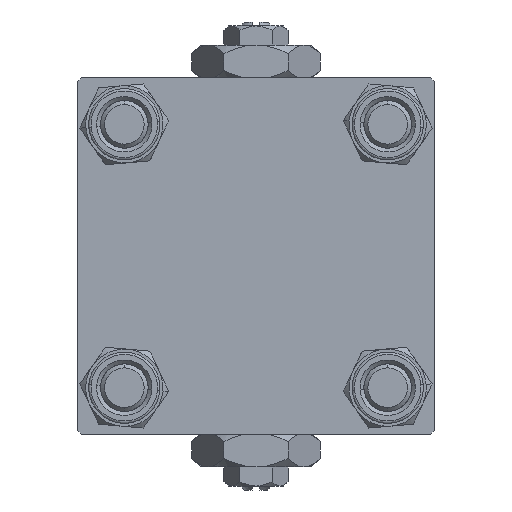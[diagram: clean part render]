
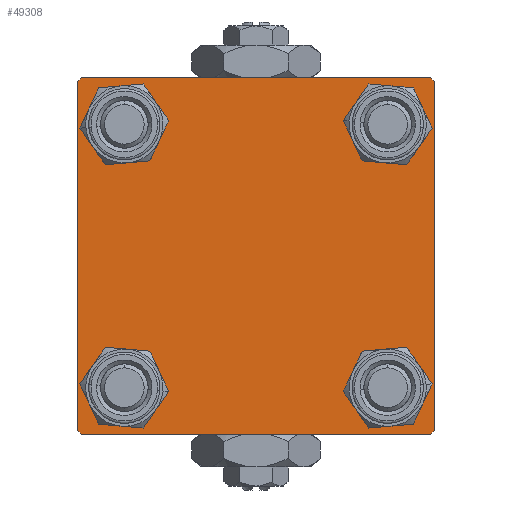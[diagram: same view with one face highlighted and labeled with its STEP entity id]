
A CAD part, left-side view. The second image highlights one B-rep face of the part: STEP entity #49308.
In plain terms, the highlighted planar face has unit normal (-1, 0, 0).
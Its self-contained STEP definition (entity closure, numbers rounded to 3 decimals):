
#105 = LINE ( 'NONE', #4939, #40007 ) ;
#538 = ORIENTED_EDGE ( 'NONE', *, *, #18917, .T. ) ;
#667 = CARTESIAN_POINT ( 'NONE',  ( 0., -22., -22.5 ) ) ;
#1511 = CARTESIAN_POINT ( 'NONE',  ( 0., 22.25, -22.25 ) ) ;
#2232 = CARTESIAN_POINT ( 'NONE',  ( 0., 22.5, 22. ) ) ;
#2807 = AXIS2_PLACEMENT_3D ( 'NONE', #45294, #13419, #58660 ) ;
#3409 = CARTESIAN_POINT ( 'NONE',  ( 0., -22., 22.5 ) ) ;
#3921 = EDGE_LOOP ( 'NONE', ( #19836, #41691 ) ) ;
#4417 = EDGE_CURVE ( 'NONE', #13093, #34227, #47944, .T. ) ;
#4939 = CARTESIAN_POINT ( 'NONE',  ( 0., -22.25, 22.25 ) ) ;
#5115 = AXIS2_PLACEMENT_3D ( 'NONE', #54262, #58222, #16651 ) ;
#5169 = ORIENTED_EDGE ( 'NONE', *, *, #27403, .T. ) ;
#5592 = EDGE_CURVE ( 'NONE', #34227, #57863, #29733, .T. ) ;
#5642 = DIRECTION ( 'NONE',  ( 0., 0., 1. ) ) ;
#6325 = FACE_OUTER_BOUND ( 'NONE', #51310, .T. ) ;
#6361 = DIRECTION ( 'NONE',  ( 0., -0.707, -0.707 ) ) ;
#6621 = CARTESIAN_POINT ( 'NONE',  ( 0., -16.6, -13.1 ) ) ;
#7272 = ORIENTED_EDGE ( 'NONE', *, *, #5592, .T. ) ;
#7675 = DIRECTION ( 'NONE',  ( 0., -0.707, 0.707 ) ) ;
#9073 = DIRECTION ( 'NONE',  ( 0., 0., 1. ) ) ;
#9252 = ORIENTED_EDGE ( 'NONE', *, *, #39217, .T. ) ;
#10333 = ORIENTED_EDGE ( 'NONE', *, *, #31866, .T. ) ;
#10869 = VECTOR ( 'NONE', #38920, 1000. ) ;
#11061 = ORIENTED_EDGE ( 'NONE', *, *, #56797, .T. ) ;
#11117 = EDGE_CURVE ( 'NONE', #40372, #13735, #54876, .T. ) ;
#11619 = VERTEX_POINT ( 'NONE', #17669 ) ;
#11775 = CARTESIAN_POINT ( 'NONE',  ( 0., 0., 0. ) ) ;
#11788 = VECTOR ( 'NONE', #7675, 1000. ) ;
#11889 = EDGE_CURVE ( 'NONE', #53658, #29174, #48102, .T. ) ;
#12518 = CARTESIAN_POINT ( 'NONE',  ( 0., -22.25, -22.25 ) ) ;
#13020 = CARTESIAN_POINT ( 'NONE',  ( 0., -16.6, 13.1 ) ) ;
#13093 = VERTEX_POINT ( 'NONE', #21818 ) ;
#13419 = DIRECTION ( 'NONE',  ( 1., 0., 0. ) ) ;
#13735 = VERTEX_POINT ( 'NONE', #3409 ) ;
#13813 = CIRCLE ( 'NONE', #5115, 3.5 ) ;
#14120 = AXIS2_PLACEMENT_3D ( 'NONE', #28677, #47218, #5642 ) ;
#15125 = FACE_BOUND ( 'NONE', #22524, .T. ) ;
#15558 = CARTESIAN_POINT ( 'NONE',  ( 0., -22.5, 22.5 ) ) ;
#16407 = VERTEX_POINT ( 'NONE', #20501 ) ;
#16651 = DIRECTION ( 'NONE',  ( 0., 0., 1. ) ) ;
#16725 = VERTEX_POINT ( 'NONE', #2232 ) ;
#17422 = ORIENTED_EDGE ( 'NONE', *, *, #34070, .F. ) ;
#17669 = CARTESIAN_POINT ( 'NONE',  ( 0., 16.6, -20.1 ) ) ;
#18303 = DIRECTION ( 'NONE',  ( 0., 0., 1. ) ) ;
#18917 = EDGE_CURVE ( 'NONE', #19941, #59052, #25038, .T. ) ;
#18985 = CIRCLE ( 'NONE', #14120, 3.5 ) ;
#19836 = ORIENTED_EDGE ( 'NONE', *, *, #21989, .T. ) ;
#19941 = VERTEX_POINT ( 'NONE', #47888 ) ;
#20501 = CARTESIAN_POINT ( 'NONE',  ( 0., -22.5, 22. ) ) ;
#20808 = VERTEX_POINT ( 'NONE', #6621 ) ;
#20876 = FACE_BOUND ( 'NONE', #49128, .T. ) ;
#21818 = CARTESIAN_POINT ( 'NONE',  ( 0., 22.5, -22. ) ) ;
#21989 = EDGE_CURVE ( 'NONE', #20808, #27889, #45375, .T. ) ;
#22524 = EDGE_LOOP ( 'NONE', ( #23784, #41066 ) ) ;
#23086 = VECTOR ( 'NONE', #6361, 1000. ) ;
#23257 = AXIS2_PLACEMENT_3D ( 'NONE', #39613, #49328, #40201 ) ;
#23784 = ORIENTED_EDGE ( 'NONE', *, *, #42735, .T. ) ;
#23916 = EDGE_CURVE ( 'NONE', #27889, #20808, #48366, .T. ) ;
#24823 = PLANE ( 'NONE',  #42116 ) ;
#25038 = CIRCLE ( 'NONE', #57013, 3.5 ) ;
#25195 = DIRECTION ( 'NONE',  ( 0., -1., 0. ) ) ;
#26374 = DIRECTION ( 'NONE',  ( 1., 0., 0. ) ) ;
#27079 = ORIENTED_EDGE ( 'NONE', *, *, #36249, .T. ) ;
#27403 = EDGE_CURVE ( 'NONE', #59052, #19941, #53298, .T. ) ;
#27589 = CARTESIAN_POINT ( 'NONE',  ( 0., 22., 22.5 ) ) ;
#27889 = VERTEX_POINT ( 'NONE', #44547 ) ;
#28234 = CARTESIAN_POINT ( 'NONE',  ( 0., -22.5, -22. ) ) ;
#28264 = CARTESIAN_POINT ( 'NONE',  ( 0., 16.6, 13.1 ) ) ;
#28677 = CARTESIAN_POINT ( 'NONE',  ( 0., 16.6, -16.6 ) ) ;
#28880 = AXIS2_PLACEMENT_3D ( 'NONE', #40450, #44709, #18303 ) ;
#29174 = VERTEX_POINT ( 'NONE', #36494 ) ;
#29213 = VECTOR ( 'NONE', #59738, 1000. ) ;
#29559 = ORIENTED_EDGE ( 'NONE', *, *, #11117, .F. ) ;
#29733 = LINE ( 'NONE', #57360, #30892 ) ;
#29898 = DIRECTION ( 'NONE',  ( 0., 0., 1. ) ) ;
#30271 = DIRECTION ( 'NONE',  ( -1., 0., 0. ) ) ;
#30892 = VECTOR ( 'NONE', #25195, 1000. ) ;
#30932 = CARTESIAN_POINT ( 'NONE',  ( 0., 16.6, 16.6 ) ) ;
#31866 = EDGE_CURVE ( 'NONE', #57863, #59538, #35273, .T. ) ;
#33030 = ORIENTED_EDGE ( 'NONE', *, *, #57904, .T. ) ;
#34070 = EDGE_CURVE ( 'NONE', #16407, #59538, #48640, .T. ) ;
#34227 = VERTEX_POINT ( 'NONE', #41024 ) ;
#34597 = ORIENTED_EDGE ( 'NONE', *, *, #4417, .T. ) ;
#35273 = LINE ( 'NONE', #12518, #11788 ) ;
#36249 = EDGE_CURVE ( 'NONE', #16725, #13093, #49741, .T. ) ;
#36399 = VECTOR ( 'NONE', #50044, 1000. ) ;
#36494 = CARTESIAN_POINT ( 'NONE',  ( 0., 16.6, 20.1 ) ) ;
#37071 = CARTESIAN_POINT ( 'NONE',  ( 0., 22.25, 22.25 ) ) ;
#37089 = DIRECTION ( 'NONE',  ( 0., 0.707, 0.707 ) ) ;
#37667 = LINE ( 'NONE', #37071, #50056 ) ;
#38920 = DIRECTION ( 'NONE',  ( 0., 0., -1. ) ) ;
#39217 = EDGE_CURVE ( 'NONE', #11619, #54433, #13813, .T. ) ;
#39613 = CARTESIAN_POINT ( 'NONE',  ( 0., -16.6, 16.6 ) ) ;
#40007 = VECTOR ( 'NONE', #37089, 1000. ) ;
#40201 = DIRECTION ( 'NONE',  ( 0., 0., 1. ) ) ;
#40317 = CARTESIAN_POINT ( 'NONE',  ( 0., 22.5, 22.5 ) ) ;
#40372 = VERTEX_POINT ( 'NONE', #27589 ) ;
#40450 = CARTESIAN_POINT ( 'NONE',  ( 0., -16.6, -16.6 ) ) ;
#40961 = AXIS2_PLACEMENT_3D ( 'NONE', #56616, #52068, #29898 ) ;
#41024 = CARTESIAN_POINT ( 'NONE',  ( 0., 22., -22.5 ) ) ;
#41066 = ORIENTED_EDGE ( 'NONE', *, *, #11889, .T. ) ;
#41691 = ORIENTED_EDGE ( 'NONE', *, *, #23916, .T. ) ;
#41906 = CIRCLE ( 'NONE', #40961, 3.5 ) ;
#42116 = AXIS2_PLACEMENT_3D ( 'NONE', #11775, #30271, #48208 ) ;
#42735 = EDGE_CURVE ( 'NONE', #29174, #53658, #41906, .T. ) ;
#43942 = FACE_BOUND ( 'NONE', #59787, .T. ) ;
#44182 = EDGE_CURVE ( 'NONE', #16407, #13735, #105, .T. ) ;
#44547 = CARTESIAN_POINT ( 'NONE',  ( 0., -16.6, -20.1 ) ) ;
#44709 = DIRECTION ( 'NONE',  ( 1., 0., 0. ) ) ;
#45180 = CARTESIAN_POINT ( 'NONE',  ( 0., 22.5, 22.5 ) ) ;
#45294 = CARTESIAN_POINT ( 'NONE',  ( 0., -16.6, -16.6 ) ) ;
#45375 = CIRCLE ( 'NONE', #28880, 3.5 ) ;
#46032 = CARTESIAN_POINT ( 'NONE',  ( 0., 16.6, -13.1 ) ) ;
#47218 = DIRECTION ( 'NONE',  ( 1., 0., 0. ) ) ;
#47888 = CARTESIAN_POINT ( 'NONE',  ( 0., -16.6, 20.1 ) ) ;
#47944 = LINE ( 'NONE', #1511, #23086 ) ;
#48102 = CIRCLE ( 'NONE', #55843, 3.5 ) ;
#48208 = DIRECTION ( 'NONE',  ( 0., 0., 1. ) ) ;
#48366 = CIRCLE ( 'NONE', #2807, 3.5 ) ;
#48610 = ORIENTED_EDGE ( 'NONE', *, *, #44182, .T. ) ;
#48640 = LINE ( 'NONE', #15558, #10869 ) ;
#49128 = EDGE_LOOP ( 'NONE', ( #11061, #9252 ) ) ;
#49308 = ADVANCED_FACE ( 'NONE', ( #43942, #56695, #20876, #15125, #6325 ), #24823, .T. ) ;
#49328 = DIRECTION ( 'NONE',  ( 1., 0., 0. ) ) ;
#49461 = DIRECTION ( 'NONE',  ( 1., 0., 0. ) ) ;
#49741 = LINE ( 'NONE', #40317, #29213 ) ;
#50044 = DIRECTION ( 'NONE',  ( 0., -1., 0. ) ) ;
#50056 = VECTOR ( 'NONE', #55587, 1000. ) ;
#51310 = EDGE_LOOP ( 'NONE', ( #27079, #34597, #7272, #10333, #17422, #48610, #29559, #33030 ) ) ;
#52068 = DIRECTION ( 'NONE',  ( 1., 0., 0. ) ) ;
#53298 = CIRCLE ( 'NONE', #23257, 3.5 ) ;
#53658 = VERTEX_POINT ( 'NONE', #28264 ) ;
#53696 = DIRECTION ( 'NONE',  ( 0., 0., 1. ) ) ;
#53992 = CARTESIAN_POINT ( 'NONE',  ( 0., -16.6, 16.6 ) ) ;
#54262 = CARTESIAN_POINT ( 'NONE',  ( 0., 16.6, -16.6 ) ) ;
#54433 = VERTEX_POINT ( 'NONE', #46032 ) ;
#54876 = LINE ( 'NONE', #45180, #36399 ) ;
#55587 = DIRECTION ( 'NONE',  ( 0., 0.707, -0.707 ) ) ;
#55843 = AXIS2_PLACEMENT_3D ( 'NONE', #30932, #49461, #9073 ) ;
#56616 = CARTESIAN_POINT ( 'NONE',  ( 0., 16.6, 16.6 ) ) ;
#56695 = FACE_BOUND ( 'NONE', #3921, .T. ) ;
#56797 = EDGE_CURVE ( 'NONE', #54433, #11619, #18985, .T. ) ;
#57013 = AXIS2_PLACEMENT_3D ( 'NONE', #53992, #26374, #53696 ) ;
#57360 = CARTESIAN_POINT ( 'NONE',  ( 0., 22.5, -22.5 ) ) ;
#57863 = VERTEX_POINT ( 'NONE', #667 ) ;
#57904 = EDGE_CURVE ( 'NONE', #40372, #16725, #37667, .T. ) ;
#58222 = DIRECTION ( 'NONE',  ( 1., 0., 0. ) ) ;
#58660 = DIRECTION ( 'NONE',  ( 0., 0., 1. ) ) ;
#59052 = VERTEX_POINT ( 'NONE', #13020 ) ;
#59538 = VERTEX_POINT ( 'NONE', #28234 ) ;
#59738 = DIRECTION ( 'NONE',  ( 0., 0., -1. ) ) ;
#59787 = EDGE_LOOP ( 'NONE', ( #538, #5169 ) ) ;
